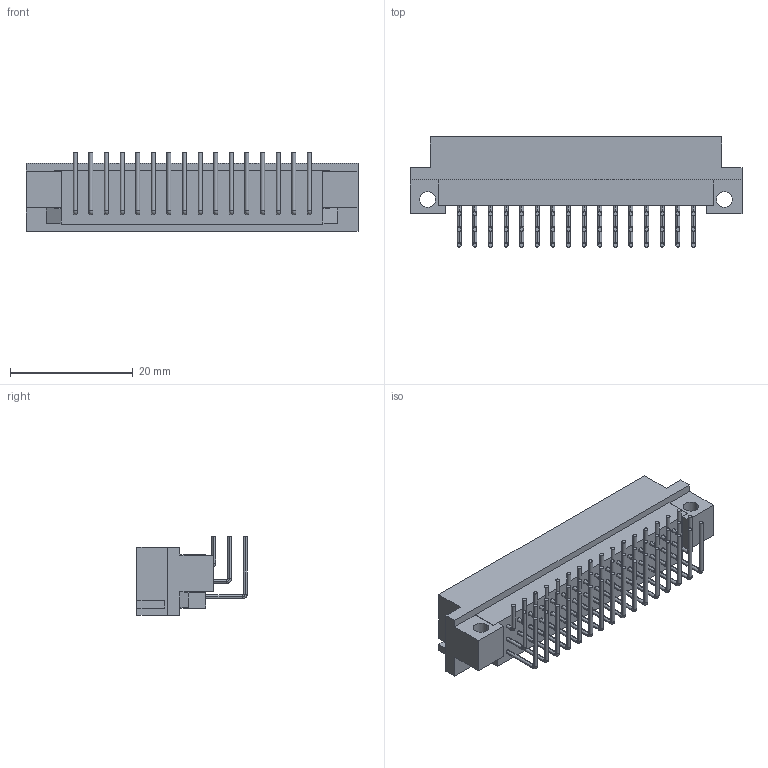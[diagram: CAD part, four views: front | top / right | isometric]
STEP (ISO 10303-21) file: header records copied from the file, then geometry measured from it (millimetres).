
FILE_DESCRIPTION((''),'2;1');
FILE_NAME('86093487313H55ELFC','2012-12-31T',('KAyyappa'),('FCI - ELX Division'),'PRO/ENGINEER BY PARAMETRIC TECHNOLOGY CORPORATION, 2009400','PRO/ENGINEER BY PARAMETRIC TECHNOLOGY CORPORATION, 2009400','');
FILE_SCHEMA(('CONFIG_CONTROL_DESIGN'));
Length unit declared in the file: millimetre
Products named in the file (1): 86093487313H55ELFC
Bounding box: 54 x 17.93 x 12.83 mm (x, y, z)
Volume: 3478 mm3; surface area: 4912 mm2
Topology: 1 solids, 1 shells, 543 faces, 1324 edges, 880 vertices
Faces by surface type: cylinder 292, plane 155, torus 96
Entity records: 16492 total; most frequent: DIRECTION 3282, CARTESIAN_POINT 2747, ORIENTED_EDGE 2648, AXIS2_PLACEMENT_3D 1415, EDGE_CURVE 1324, VERTEX_POINT 880, CIRCLE 872, EDGE_LOOP 644
